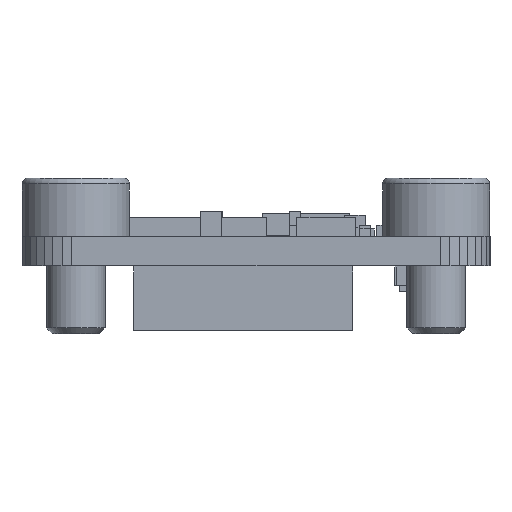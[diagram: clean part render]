
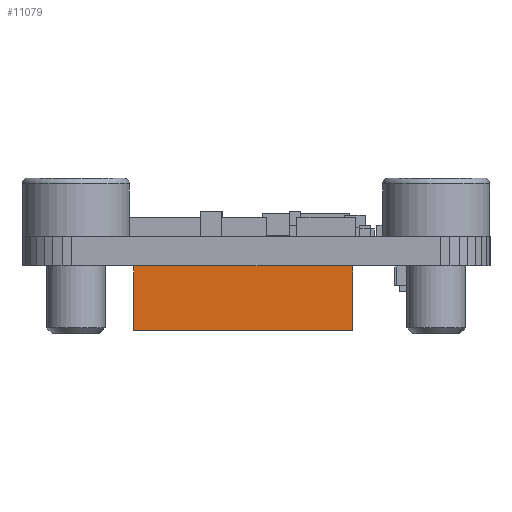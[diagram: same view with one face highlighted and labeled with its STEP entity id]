
A CAD part, left-side view. The second image highlights one B-rep face of the part: STEP entity #11079.
In plain terms, the highlighted planar face has unit normal (-1, 0, 0).
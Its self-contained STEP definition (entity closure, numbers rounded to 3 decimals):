
#10740 = EDGE_CURVE('',#10741,#10743,#10745,.T.);
#10741 = VERTEX_POINT('',#10742);
#10742 = CARTESIAN_POINT('',(-8.013,-5.62,0.));
#10743 = VERTEX_POINT('',#10744);
#10744 = CARTESIAN_POINT('',(-8.013,-5.62,3.3));
#10745 = SURFACE_CURVE('',#10746,(#10750,#10762),.PCURVE_S1.);
#10746 = LINE('',#10747,#10748);
#10747 = CARTESIAN_POINT('',(-8.013,-5.62,0.));
#10748 = VECTOR('',#10749,1.);
#10749 = DIRECTION('',(0.,0.,1.));
#10750 = PCURVE('',#10751,#10756);
#10751 = PLANE('',#10752);
#10752 = AXIS2_PLACEMENT_3D('',#10753,#10754,#10755);
#10753 = CARTESIAN_POINT('',(-8.013,-5.62,0.));
#10754 = DIRECTION('',(-0.007,1.,0.));
#10755 = DIRECTION('',(1.,0.007,0.));
#10756 = DEFINITIONAL_REPRESENTATION('',(#10757),#10761);
#10757 = LINE('',#10758,#10759);
#10758 = CARTESIAN_POINT('',(0.,0.));
#10759 = VECTOR('',#10760,1.);
#10760 = DIRECTION('',(0.,-1.));
#10761 = ( GEOMETRIC_REPRESENTATION_CONTEXT(2) 
PARAMETRIC_REPRESENTATION_CONTEXT() REPRESENTATION_CONTEXT('2D SPACE',''
  ) );
#10762 = PCURVE('',#10763,#10768);
#10763 = PLANE('',#10764);
#10764 = AXIS2_PLACEMENT_3D('',#10765,#10766,#10767);
#10765 = CARTESIAN_POINT('',(-8.013,5.62,0.));
#10766 = DIRECTION('',(1.,0.,0.));
#10767 = DIRECTION('',(0.,-1.,0.));
#10768 = DEFINITIONAL_REPRESENTATION('',(#10769),#10773);
#10769 = LINE('',#10770,#10771);
#10770 = CARTESIAN_POINT('',(11.24,0.));
#10771 = VECTOR('',#10772,1.);
#10772 = DIRECTION('',(0.,-1.));
#10773 = ( GEOMETRIC_REPRESENTATION_CONTEXT(2) 
PARAMETRIC_REPRESENTATION_CONTEXT() REPRESENTATION_CONTEXT('2D SPACE',''
  ) );
#10791 = PLANE('',#10792);
#10792 = AXIS2_PLACEMENT_3D('',#10793,#10794,#10795);
#10793 = CARTESIAN_POINT('',(-8.013,-5.62,3.3));
#10794 = DIRECTION('',(0.,0.,-1.));
#10795 = DIRECTION('',(-1.,0.,0.));
#10845 = PLANE('',#10846);
#10846 = AXIS2_PLACEMENT_3D('',#10847,#10848,#10849);
#10847 = CARTESIAN_POINT('',(-8.013,-5.62,0.));
#10848 = DIRECTION('',(0.,0.,-1.));
#10849 = DIRECTION('',(-1.,0.,0.));
#10976 = PLANE('',#10977);
#10977 = AXIS2_PLACEMENT_3D('',#10978,#10979,#10980);
#10978 = CARTESIAN_POINT('',(8.013,5.52,0.));
#10979 = DIRECTION('',(-0.006,-1.,0.));
#10980 = DIRECTION('',(-1.,0.006,0.));
#11014 = VERTEX_POINT('',#11015);
#11015 = CARTESIAN_POINT('',(-8.013,5.62,3.3));
#11036 = EDGE_CURVE('',#11037,#11014,#11039,.T.);
#11037 = VERTEX_POINT('',#11038);
#11038 = CARTESIAN_POINT('',(-8.013,5.62,0.));
#11039 = SURFACE_CURVE('',#11040,(#11044,#11051),.PCURVE_S1.);
#11040 = LINE('',#11041,#11042);
#11041 = CARTESIAN_POINT('',(-8.013,5.62,0.));
#11042 = VECTOR('',#11043,1.);
#11043 = DIRECTION('',(0.,0.,1.));
#11044 = PCURVE('',#10976,#11045);
#11045 = DEFINITIONAL_REPRESENTATION('',(#11046),#11050);
#11046 = LINE('',#11047,#11048);
#11047 = CARTESIAN_POINT('',(16.025,0.));
#11048 = VECTOR('',#11049,1.);
#11049 = DIRECTION('',(0.,-1.));
#11050 = ( GEOMETRIC_REPRESENTATION_CONTEXT(2) 
PARAMETRIC_REPRESENTATION_CONTEXT() REPRESENTATION_CONTEXT('2D SPACE',''
  ) );
#11051 = PCURVE('',#10763,#11052);
#11052 = DEFINITIONAL_REPRESENTATION('',(#11053),#11057);
#11053 = LINE('',#11054,#11055);
#11054 = CARTESIAN_POINT('',(0.,0.));
#11055 = VECTOR('',#11056,1.);
#11056 = DIRECTION('',(0.,-1.));
#11057 = ( GEOMETRIC_REPRESENTATION_CONTEXT(2) 
PARAMETRIC_REPRESENTATION_CONTEXT() REPRESENTATION_CONTEXT('2D SPACE',''
  ) );
#11079 = ADVANCED_FACE('',(#11080),#10763,.F.);
#11080 = FACE_BOUND('',#11081,.F.);
#11081 = EDGE_LOOP('',(#11082,#11083,#11104,#11105));
#11082 = ORIENTED_EDGE('',*,*,#11036,.T.);
#11083 = ORIENTED_EDGE('',*,*,#11084,.T.);
#11084 = EDGE_CURVE('',#11014,#10743,#11085,.T.);
#11085 = SURFACE_CURVE('',#11086,(#11090,#11097),.PCURVE_S1.);
#11086 = LINE('',#11087,#11088);
#11087 = CARTESIAN_POINT('',(-8.013,5.62,3.3));
#11088 = VECTOR('',#11089,1.);
#11089 = DIRECTION('',(0.,-1.,0.));
#11090 = PCURVE('',#10763,#11091);
#11091 = DEFINITIONAL_REPRESENTATION('',(#11092),#11096);
#11092 = LINE('',#11093,#11094);
#11093 = CARTESIAN_POINT('',(0.,-3.3));
#11094 = VECTOR('',#11095,1.);
#11095 = DIRECTION('',(1.,0.));
#11096 = ( GEOMETRIC_REPRESENTATION_CONTEXT(2) 
PARAMETRIC_REPRESENTATION_CONTEXT() REPRESENTATION_CONTEXT('2D SPACE',''
  ) );
#11097 = PCURVE('',#10791,#11098);
#11098 = DEFINITIONAL_REPRESENTATION('',(#11099),#11103);
#11099 = LINE('',#11100,#11101);
#11100 = CARTESIAN_POINT('',(0.,11.24));
#11101 = VECTOR('',#11102,1.);
#11102 = DIRECTION('',(0.,-1.));
#11103 = ( GEOMETRIC_REPRESENTATION_CONTEXT(2) 
PARAMETRIC_REPRESENTATION_CONTEXT() REPRESENTATION_CONTEXT('2D SPACE',''
  ) );
#11104 = ORIENTED_EDGE('',*,*,#10740,.F.);
#11105 = ORIENTED_EDGE('',*,*,#11106,.F.);
#11106 = EDGE_CURVE('',#11037,#10741,#11107,.T.);
#11107 = SURFACE_CURVE('',#11108,(#11112,#11119),.PCURVE_S1.);
#11108 = LINE('',#11109,#11110);
#11109 = CARTESIAN_POINT('',(-8.013,5.62,0.));
#11110 = VECTOR('',#11111,1.);
#11111 = DIRECTION('',(0.,-1.,0.));
#11112 = PCURVE('',#10763,#11113);
#11113 = DEFINITIONAL_REPRESENTATION('',(#11114),#11118);
#11114 = LINE('',#11115,#11116);
#11115 = CARTESIAN_POINT('',(0.,0.));
#11116 = VECTOR('',#11117,1.);
#11117 = DIRECTION('',(1.,0.));
#11118 = ( GEOMETRIC_REPRESENTATION_CONTEXT(2) 
PARAMETRIC_REPRESENTATION_CONTEXT() REPRESENTATION_CONTEXT('2D SPACE',''
  ) );
#11119 = PCURVE('',#10845,#11120);
#11120 = DEFINITIONAL_REPRESENTATION('',(#11121),#11125);
#11121 = LINE('',#11122,#11123);
#11122 = CARTESIAN_POINT('',(0.,11.24));
#11123 = VECTOR('',#11124,1.);
#11124 = DIRECTION('',(0.,-1.));
#11125 = ( GEOMETRIC_REPRESENTATION_CONTEXT(2) 
PARAMETRIC_REPRESENTATION_CONTEXT() REPRESENTATION_CONTEXT('2D SPACE',''
  ) );
